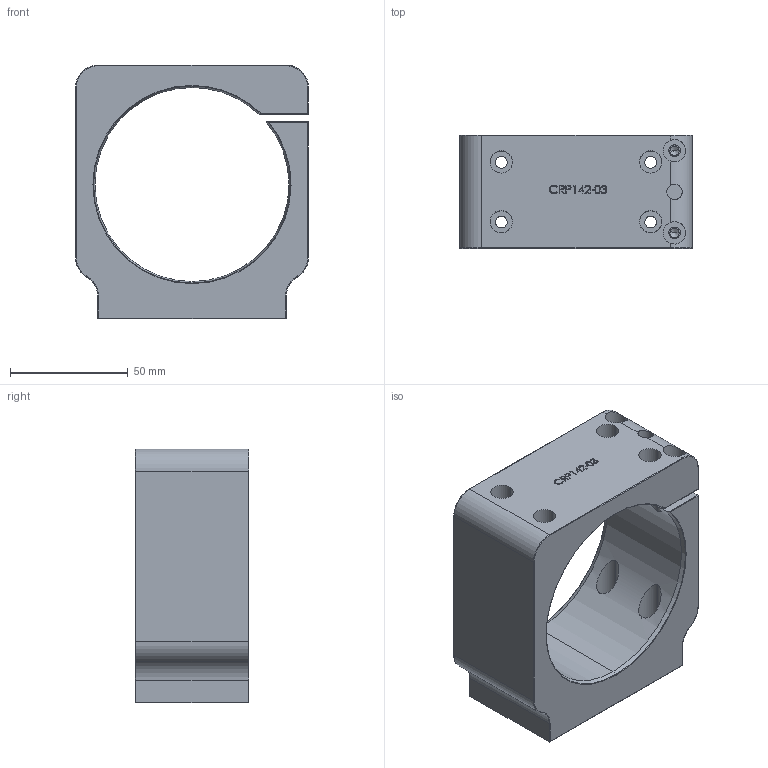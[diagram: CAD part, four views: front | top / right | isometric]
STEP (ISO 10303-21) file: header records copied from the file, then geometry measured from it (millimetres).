
FILE_DESCRIPTION (( 'STEP AP214' ), '1' );
FILE_NAME ('CRP142-03_A-02.STEP', '2018-04-17T21:02:17', ( '' ), ( '' ), 'SwSTEP 2.0', 'SolidWorks 2017', '' );
FILE_SCHEMA (( 'AUTOMOTIVE_DESIGN' ));
Length unit declared in the file: inch
Products named in the file (1): CRP142-03_A-02
Bounding box: 99.06 x 48.26 x 107.95 mm (x, y, z)
Volume: 219842.3 mm3; surface area: 49010.8 mm2
Topology: 1 solids, 1 shells, 229 faces, 599 edges, 384 vertices
Faces by surface type: plane 83, cylinder 69, bspline 49, torus 18, cone 10
Entity records: 10721 total; most frequent: CARTESIAN_POINT 5272, ORIENTED_EDGE 1190, DIRECTION 947, EDGE_CURVE 595, VERTEX_POINT 384, VECTOR 317, LINE 317, AXIS2_PLACEMENT_3D 315
